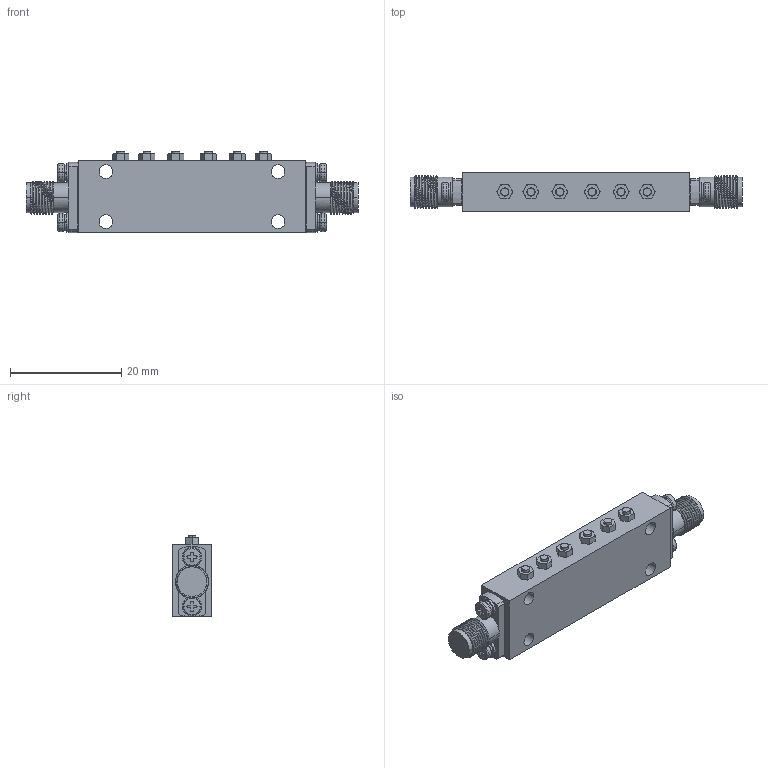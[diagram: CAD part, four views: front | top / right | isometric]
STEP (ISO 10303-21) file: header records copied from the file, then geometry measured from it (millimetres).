
FILE_DESCRIPTION (( 'STEP AP214' ), '1' );
FILE_NAME ('CF-B6-X4.STEP', '2025-11-06T19:46:28', ( '' ), ( '' ), 'SwSTEP 2.0', 'SolidWorks 2021', '' );
FILE_SCHEMA (( 'AUTOMOTIVE_DESIGN' ));
Length unit declared in the file: inch
Products named in the file (1): CF-B6-X4
Bounding box: 59.8 x 7 x 14.75 mm (x, y, z)
Volume: 4075.9 mm3; surface area: 3109.4 mm2
Topology: 1 solids, 14 shells, 544 faces, 1350 edges, 860 vertices
Faces by surface type: plane 216, cylinder 166, cone 118, torus 24, bspline 12, sphere 8
Entity records: 26571 total; most frequent: CARTESIAN_POINT 6643, DIRECTION 2708, ORIENTED_EDGE 2700, EDGE_CURVE 1350, AXIS2_PLACEMENT_3D 1049, VERTEX_POINT 860, EDGE_LOOP 620, LINE 610
